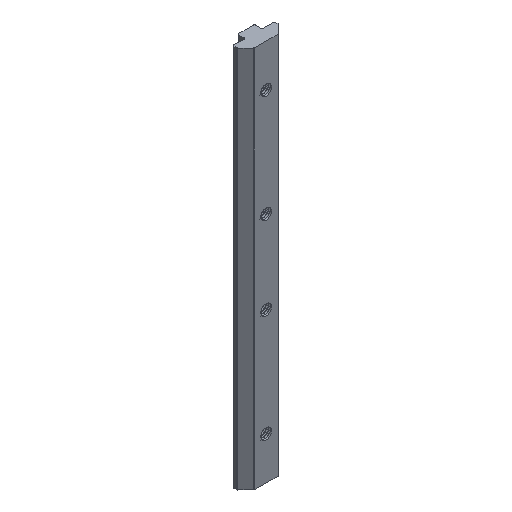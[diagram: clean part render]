
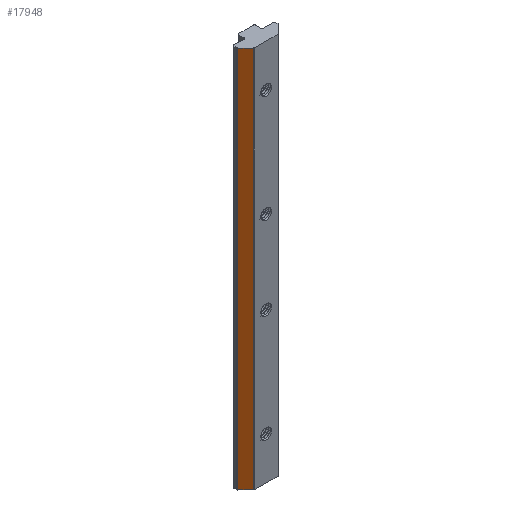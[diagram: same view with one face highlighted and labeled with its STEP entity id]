
A CAD part, isometric view. The second image highlights one B-rep face of the part: STEP entity #17948.
In plain terms, the highlighted planar face has unit normal (-0.707, -0.707, 0).
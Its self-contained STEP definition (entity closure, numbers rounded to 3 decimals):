
#619 = AXIS2_PLACEMENT_3D ( 'NONE', #1136, #14993, #4867 ) ;
#1136 = CARTESIAN_POINT ( 'NONE',  ( -5.896, -5.854, -90. ) ) ;
#1178 = CARTESIAN_POINT ( 'NONE',  ( -5.896, -5.854, -90. ) ) ;
#2347 = EDGE_CURVE ( 'NONE', #21971, #14034, #7625, .T. ) ;
#2523 = CARTESIAN_POINT ( 'NONE',  ( -9.604, -2.146, 0. ) ) ;
#2804 = ORIENTED_EDGE ( 'NONE', *, *, #11801, .T. ) ;
#4280 = VERTEX_POINT ( 'NONE', #4574 ) ;
#4574 = CARTESIAN_POINT ( 'NONE',  ( -9.604, -2.146, 90. ) ) ;
#4867 = DIRECTION ( 'NONE',  ( 0., 0., 1. ) ) ;
#5088 = CARTESIAN_POINT ( 'NONE',  ( -5.896, -5.854, 90. ) ) ;
#5236 = LINE ( 'NONE', #2523, #13710 ) ;
#5785 = CARTESIAN_POINT ( 'NONE',  ( -5.896, -5.854, -90. ) ) ;
#7082 = CARTESIAN_POINT ( 'NONE',  ( -9.604, -2.146, -90. ) ) ;
#7340 = ORIENTED_EDGE ( 'NONE', *, *, #2347, .T. ) ;
#7625 = B_SPLINE_CURVE_WITH_KNOTS ( 'NONE', 1,
 ( #21283, #1178 ),
 .UNSPECIFIED., .F., .F.,
 ( 2, 2 ),
 ( 0., 1. ),
 .UNSPECIFIED. ) ;
#10671 = VERTEX_POINT ( 'NONE', #5088 ) ;
#10829 = CARTESIAN_POINT ( 'NONE',  ( -5.896, -5.854, 90. ) ) ;
#11801 = EDGE_CURVE ( 'NONE', #10671, #4280, #16095, .T. ) ;
#12503 = ORIENTED_EDGE ( 'NONE', *, *, #12600, .F. ) ;
#12600 = EDGE_CURVE ( 'NONE', #21971, #4280, #5236, .T. ) ;
#13710 = VECTOR ( 'NONE', #17703, 1000. ) ;
#14034 = VERTEX_POINT ( 'NONE', #5785 ) ;
#14394 = EDGE_CURVE ( 'NONE', #14034, #10671, #16387, .T. ) ;
#14657 = ORIENTED_EDGE ( 'NONE', *, *, #14394, .T. ) ;
#14993 = DIRECTION ( 'NONE',  ( -0.707, -0.707, 0. ) ) ;
#16095 = B_SPLINE_CURVE_WITH_KNOTS ( 'NONE', 1,
 ( #10829, #17659 ),
 .UNSPECIFIED., .F., .F.,
 ( 2, 2 ),
 ( 0., 1. ),
 .UNSPECIFIED. ) ;
#16203 = FACE_OUTER_BOUND ( 'NONE', #18360, .T. ) ;
#16387 = B_SPLINE_CURVE_WITH_KNOTS ( 'NONE', 1,
 ( #16676, #19836 ),
 .UNSPECIFIED., .F., .F.,
 ( 2, 2 ),
 ( 0., 1. ),
 .UNSPECIFIED. ) ;
#16676 = CARTESIAN_POINT ( 'NONE',  ( -5.896, -5.854, -90. ) ) ;
#17659 = CARTESIAN_POINT ( 'NONE',  ( -9.604, -2.146, 90. ) ) ;
#17703 = DIRECTION ( 'NONE',  ( 0., 0., 1. ) ) ;
#17948 = ADVANCED_FACE ( 'NONE', ( #16203 ), #21318, .T. ) ;
#18360 = EDGE_LOOP ( 'NONE', ( #14657, #2804, #12503, #7340 ) ) ;
#19836 = CARTESIAN_POINT ( 'NONE',  ( -5.896, -5.854, 90. ) ) ;
#21283 = CARTESIAN_POINT ( 'NONE',  ( -9.604, -2.146, -90. ) ) ;
#21318 = PLANE ( 'NONE',  #619 ) ;
#21971 = VERTEX_POINT ( 'NONE', #7082 ) ;
